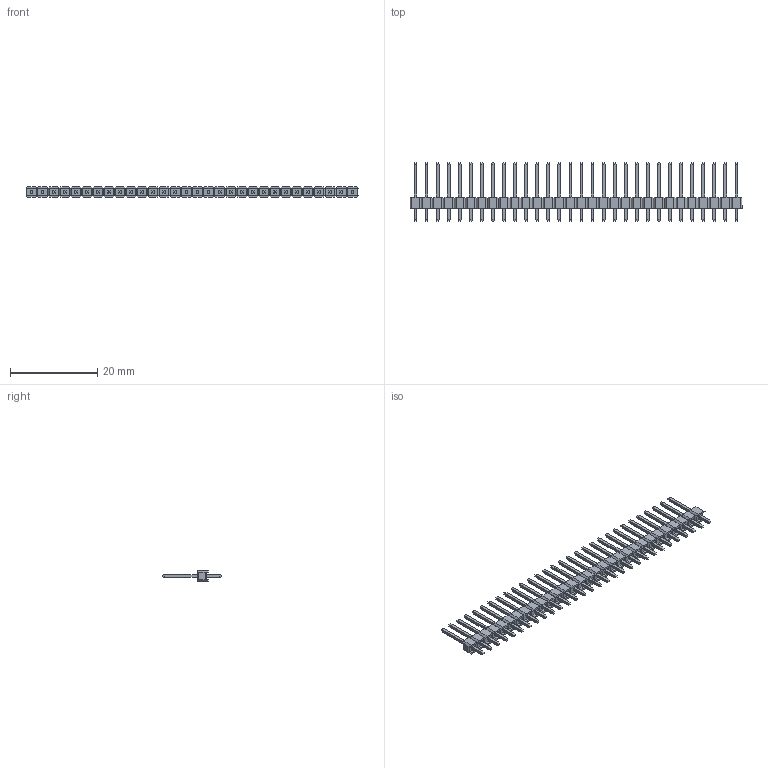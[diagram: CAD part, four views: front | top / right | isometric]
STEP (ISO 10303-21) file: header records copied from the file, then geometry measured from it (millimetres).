
FILE_DESCRIPTION (( 'STEP AP214' ), '1' );
FILE_NAME ('1x30 Male Pin Header.STEP', '2021-11-12T15:28:37', ( 'M.B.I.' ), ( '' ), 'SwSTEP 2.0', '', '' );
FILE_SCHEMA (( 'AUTOMOTIVE_DESIGN' ));
Length unit declared in the file: millimetre
Products named in the file (1): 1x30 Male Pin Header
Bounding box: 76.2 x 13.54 x 2.5 mm (x, y, z)
Volume: 523.2 mm3; surface area: 2073.8 mm2
Topology: 31 solids, 31 shells, 1148 faces, 2954 edges, 1868 vertices
Faces by surface type: plane 1148
Entity records: 34150 total; most frequent: CARTESIAN_POINT 5971, ORIENTED_EDGE 5908, DIRECTION 5252, EDGE_CURVE 2954, VECTOR 2954, LINE 2954, VERTEX_POINT 1868, EDGE_LOOP 1208
